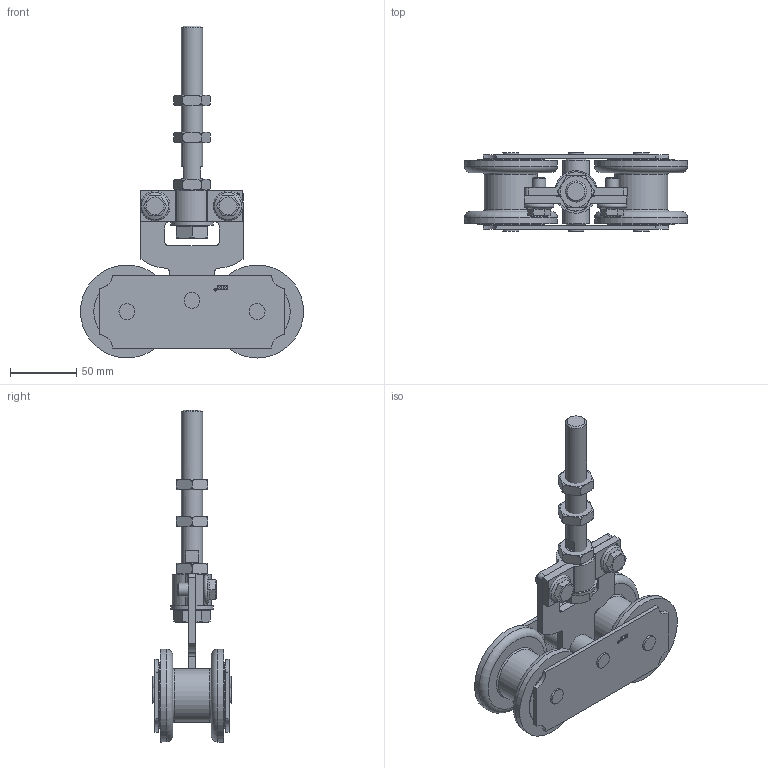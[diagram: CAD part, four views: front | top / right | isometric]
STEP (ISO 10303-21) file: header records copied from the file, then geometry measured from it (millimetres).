
FILE_DESCRIPTION(/* description */ (''),/* implementation_level */ '2;1');
FILE_NAME(/* name */ '0285L.stp',/* time_stamp */ '2020-12-22T15:16:54+01:00',/* author */ ('DBARI'),/* organization */ (''),/* preprocessor_version */ 'ST-DEVELOPER v18.1',/* originating_system */ 'Autodesk Inventor 2021',/* authorisation */ '');
FILE_SCHEMA (('AUTOMOTIVE_DESIGN { 1 0 10303 214 3 1 1 }'));
Length unit declared in the file: millimetre
Products named in the file (15): 285L; 15538 MONT; 15109; 05047; 15000; 15502; 14999; 15745; 04523; U04555; CAG6; 15056; 15658; 15099; 06016
Assembly tree (34 placements, depth 3):
  285L
    15538 MONT  x3
    15109  x2
    05047  x2
    15000
    15502  x2
    14999
    15745
    04523  x2
    06016  x3
    U04555
    CAG6  x2
      15056
      15658
    15099  x4
Bounding box: 168 x 59 x 250 mm (x, y, z)
Volume: 362418.6 mm3; surface area: 154498.7 mm2
Topology: 42 solids, 42 shells, 661 faces, 1596 edges, 1020 vertices
Faces by surface type: plane 364, cylinder 224, bspline 32, cone 25, torus 16
Full cylindrical faces by diameter (mm): 1.7 x2, 2 x2, 5 x18, 8.376 x2, 9.7 x6, 10 x8, 10.1 x2, 12 x6, 13.835 x3, 16 x4, 16.2 x5, 16.3 x4, 17 x1, 20 x2, 22.49 x1, 25.7 x4, 25.8 x2, 26.15 x2, 32 x1, 40 x2, 50 x4, 70 x4
Entity records: 11273 total; most frequent: CARTESIAN_POINT 2408, DIRECTION 1792, ORIENTED_EDGE 1692, EDGE_CURVE 846, AXIS2_PLACEMENT_3D 681, VERTEX_POINT 541, LINE 430, VECTOR 430
